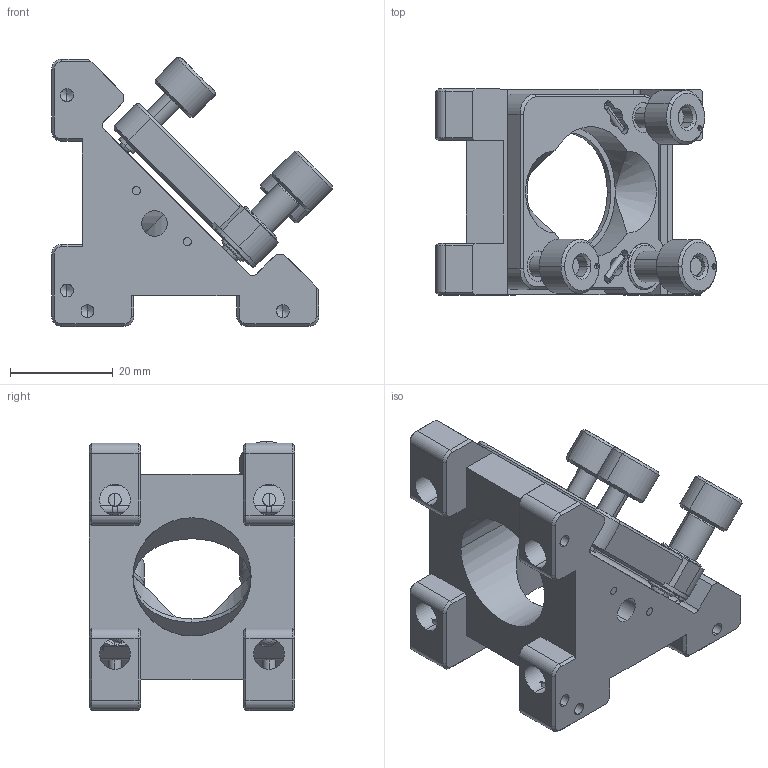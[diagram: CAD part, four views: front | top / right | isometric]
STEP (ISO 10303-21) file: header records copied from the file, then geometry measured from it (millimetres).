
FILE_DESCRIPTION (( 'STEP AP203' ), '1' );
FILE_NAME ('GCM-080614 俋倰芞.STEP', '2016-11-11T02:46:22', ( 'Lxtx999.CoM' ), ( 'Lxtx999.CoM' ), 'SwSTEP 2.0', 'SolidWorks 2012', '' );
FILE_SCHEMA (( 'CONFIG_CONTROL_DESIGN' ));
Length unit declared in the file: centimetre
Products named in the file (1): GCM-080614 俋倰芞
Bounding box: 54.64 x 40 x 52.33 mm (x, y, z)
Surface area: 17688.8 mm2 (no closed solid volume)
Topology: 0 solids, 29 shells, 391 faces, 1102 edges, 699 vertices
Faces by surface type: plane 152, cylinder 135, cone 94, sphere 6, bspline 4
Entity records: 13055 total; most frequent: CARTESIAN_POINT 2936, DIRECTION 2184, ORIENTED_EDGE 1971, EDGE_CURVE 1065, AXIS2_PLACEMENT_3D 806, VERTEX_POINT 690, LINE 572, VECTOR 572
